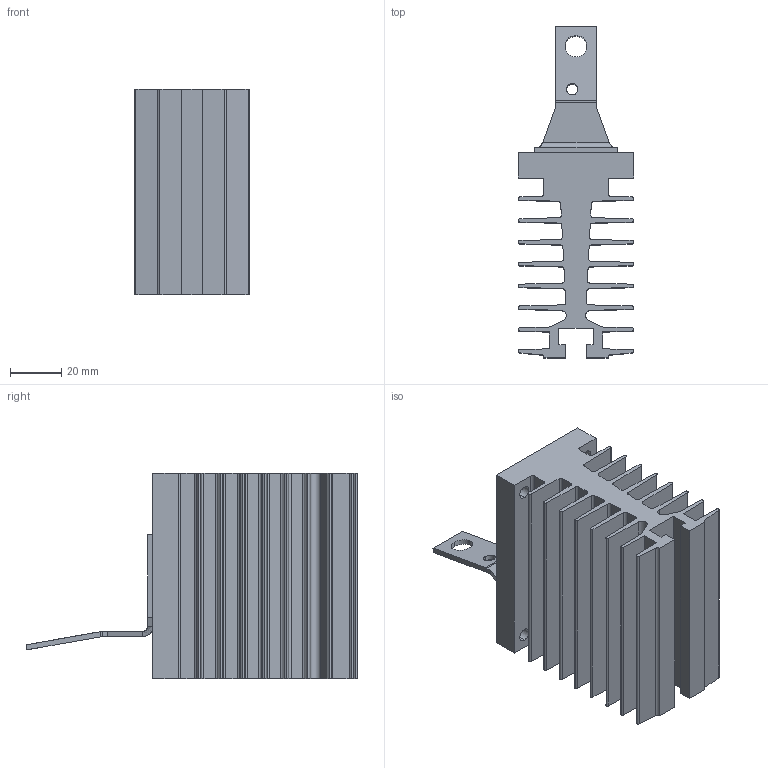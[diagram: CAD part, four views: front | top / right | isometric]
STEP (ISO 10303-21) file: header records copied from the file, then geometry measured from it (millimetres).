
FILE_DESCRIPTION (( 'STEP AP214' ), '1' );
FILE_NAME ('O151-80.STEP', '2021-02-03T11:58:57', ( '' ), ( '' ), 'SwSTEP 2.0', 'SolidWorks 2018', '' );
FILE_SCHEMA (( 'AUTOMOTIVE_DESIGN' ));
Length unit declared in the file: millimetre
Products named in the file (1): O151-80
Bounding box: 45 x 129.37 x 80 mm (x, y, z)
Volume: 138257.5 mm3; surface area: 69491.6 mm2
Topology: 2 solids, 2 shells, 176 faces, 492 edges, 318 vertices
Faces by surface type: plane 86, cylinder 80, cone 8, bspline 2
Entity records: 7703 total; most frequent: CARTESIAN_POINT 1065, DIRECTION 990, ORIENTED_EDGE 976, EDGE_CURVE 488, AXIS2_PLACEMENT_3D 335, LINE 320, VECTOR 320, VERTEX_POINT 318
